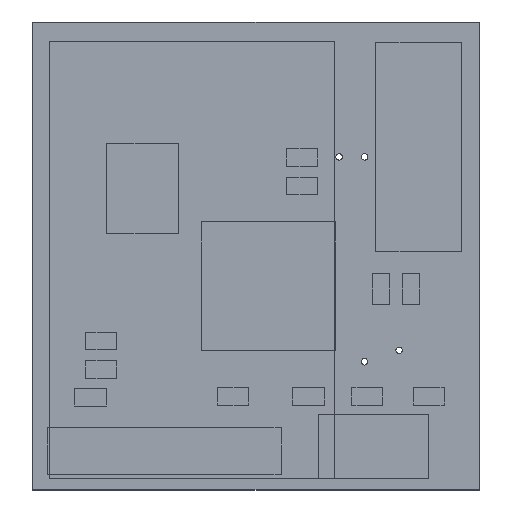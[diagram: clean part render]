
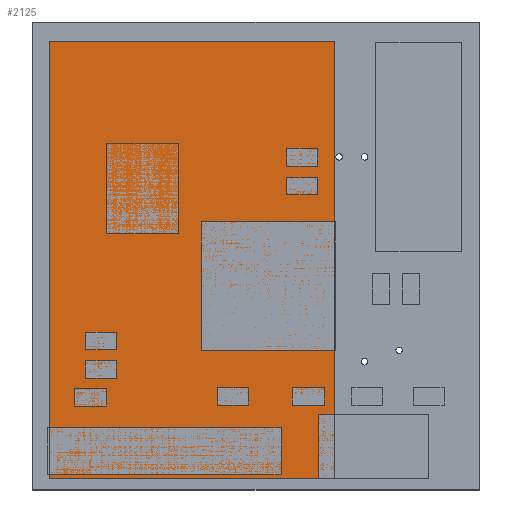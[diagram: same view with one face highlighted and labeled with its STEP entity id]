
A CAD part, top view. The second image highlights one B-rep face of the part: STEP entity #2125.
In plain terms, the highlighted planar face has unit normal (0, 0, 1).
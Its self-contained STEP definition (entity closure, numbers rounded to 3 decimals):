
#287=PLANE('',#2448);
#391=FACE_OUTER_BOUND('',#583,.T.);
#583=EDGE_LOOP('',(#1881,#1882,#1883,#1884));
#727=LINE('',#3583,#891);
#730=LINE('',#3589,#894);
#733=LINE('',#3595,#897);
#736=LINE('',#3599,#900);
#891=VECTOR('',#2992,10.);
#894=VECTOR('',#2997,10.);
#897=VECTOR('',#3002,10.);
#900=VECTOR('',#3007,10.);
#1159=VERTEX_POINT('',#3580);
#1160=VERTEX_POINT('',#3582);
#1162=VERTEX_POINT('',#3588);
#1164=VERTEX_POINT('',#3594);
#1399=EDGE_CURVE('',#1160,#1159,#727,.T.);
#1402=EDGE_CURVE('',#1162,#1160,#730,.T.);
#1405=EDGE_CURVE('',#1164,#1162,#733,.T.);
#1408=EDGE_CURVE('',#1159,#1164,#736,.T.);
#1881=ORIENTED_EDGE('',*,*,#1408,.T.);
#1882=ORIENTED_EDGE('',*,*,#1405,.T.);
#1883=ORIENTED_EDGE('',*,*,#1402,.T.);
#1884=ORIENTED_EDGE('',*,*,#1399,.T.);
#2125=ADVANCED_FACE('',(#391),#287,.T.);
#2448=AXIS2_PLACEMENT_3D('',#3600,#3008,#3009);
#2992=DIRECTION('',(-1.,0.,0.));
#2997=DIRECTION('',(0.,1.,0.));
#3002=DIRECTION('',(1.,0.,0.));
#3007=DIRECTION('',(0.,-1.,0.));
#3008=DIRECTION('center_axis',(0.,0.,1.));
#3009=DIRECTION('ref_axis',(1.,0.,0.));
#3580=CARTESIAN_POINT('',(-7.747,2.921,0.1));
#3582=CARTESIAN_POINT('',(7.747,2.921,0.1));
#3583=CARTESIAN_POINT('',(7.747,2.921,0.1));
#3588=CARTESIAN_POINT('',(7.747,-20.828,0.1));
#3589=CARTESIAN_POINT('',(7.747,-20.828,0.1));
#3594=CARTESIAN_POINT('',(-7.747,-20.828,0.1));
#3595=CARTESIAN_POINT('',(-7.747,-20.828,0.1));
#3599=CARTESIAN_POINT('',(-7.747,2.921,0.1));
#3600=CARTESIAN_POINT('Origin',(0.,-8.954,0.1));
